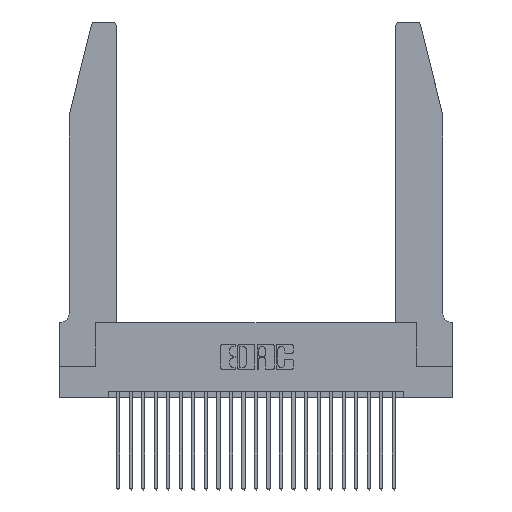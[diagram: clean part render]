
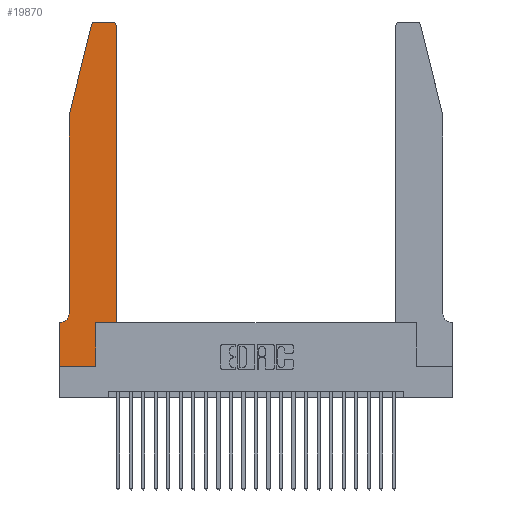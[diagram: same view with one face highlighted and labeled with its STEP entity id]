
A CAD part, top view. The second image highlights one B-rep face of the part: STEP entity #19870.
In plain terms, the highlighted planar face has unit normal (0, 0, 1).
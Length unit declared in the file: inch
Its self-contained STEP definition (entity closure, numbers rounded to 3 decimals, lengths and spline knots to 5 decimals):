
#209 = DIRECTION ( 'NONE',  ( -1., 0., 0. ) ) ;
#298 = CARTESIAN_POINT ( 'NONE',  ( 0.0755, 0.35, 0.37 ) ) ;
#486 = DIRECTION ( 'NONE',  ( 0., -1., 0. ) ) ;
#570 = ORIENTED_EDGE ( 'NONE', *, *, #3374, .T. ) ;
#630 = ORIENTED_EDGE ( 'NONE', *, *, #6386, .T. ) ;
#813 = ORIENTED_EDGE ( 'NONE', *, *, #24265, .T. ) ;
#851 = LINE ( 'NONE', #11224, #20482 ) ;
#1063 = AXIS2_PLACEMENT_3D ( 'NONE', #3514, #17259, #5466 ) ;
#1419 = DIRECTION ( 'NONE',  ( -1., 0., 0. ) ) ;
#1745 = DIRECTION ( 'NONE',  ( 0., 1., 0. ) ) ;
#1807 = VERTEX_POINT ( 'NONE', #6928 ) ;
#1963 = DIRECTION ( 'NONE',  ( 0., 0., 1. ) ) ;
#2243 = CARTESIAN_POINT ( 'NONE',  ( 0.284, 2.72, 0.37 ) ) ;
#2254 = VERTEX_POINT ( 'NONE', #2609 ) ;
#2488 = CARTESIAN_POINT ( 'NONE',  ( 0., 0., 0.37 ) ) ;
#2609 = CARTESIAN_POINT ( 'NONE',  ( 0.0055, 0.35, 0.37 ) ) ;
#2618 = ORIENTED_EDGE ( 'NONE', *, *, #11939, .T. ) ;
#2762 = CARTESIAN_POINT ( 'NONE',  ( 0., 0., 0.37 ) ) ;
#2794 = EDGE_CURVE ( 'NONE', #4671, #14472, #20580, .T. ) ;
#2836 = CARTESIAN_POINT ( 'NONE',  ( 0.0755, 0.42, 0.37 ) ) ;
#2906 = VECTOR ( 'NONE', #486, 39.37008 ) ;
#3000 = DIRECTION ( 'NONE',  ( -0.239, -0.971, 0. ) ) ;
#3009 = CIRCLE ( 'NONE', #24974, 0.07 ) ;
#3374 = EDGE_CURVE ( 'NONE', #2254, #24028, #23308, .T. ) ;
#3514 = CARTESIAN_POINT ( 'NONE',  ( 0.4205, 2.72, 0.37 ) ) ;
#3974 = VECTOR ( 'NONE', #1419, 39.37008 ) ;
#4041 = CARTESIAN_POINT ( 'NONE',  ( 0.4505, 0.35, 0.37 ) ) ;
#4072 = ORIENTED_EDGE ( 'NONE', *, *, #5068, .T. ) ;
#4226 = DIRECTION ( 'NONE',  ( 1., 0., 0. ) ) ;
#4479 = CARTESIAN_POINT ( 'NONE',  ( 0.4505, 0.35, 0.37 ) ) ;
#4671 = VERTEX_POINT ( 'NONE', #22010 ) ;
#4919 = CARTESIAN_POINT ( 'NONE',  ( 0., 0., 0.37 ) ) ;
#5068 = EDGE_CURVE ( 'NONE', #14472, #8652, #24117, .T. ) ;
#5466 = DIRECTION ( 'NONE',  ( 1., 0., 0. ) ) ;
#5694 = LINE ( 'NONE', #25194, #20090 ) ;
#6080 = AXIS2_PLACEMENT_3D ( 'NONE', #2243, #16005, #4226 ) ;
#6386 = EDGE_CURVE ( 'NONE', #15581, #7789, #5694, .T. ) ;
#6809 = VERTEX_POINT ( 'NONE', #2836 ) ;
#6928 = CARTESIAN_POINT ( 'NONE',  ( 0.2865, 0., 0.37 ) ) ;
#7206 = VERTEX_POINT ( 'NONE', #17683 ) ;
#7667 = DIRECTION ( 'NONE',  ( 0., -1., 0. ) ) ;
#7789 = VERTEX_POINT ( 'NONE', #8696 ) ;
#7823 = CARTESIAN_POINT ( 'NONE',  ( 0., 0.35, 0.37 ) ) ;
#8139 = ORIENTED_EDGE ( 'NONE', *, *, #15979, .T. ) ;
#8150 = LINE ( 'NONE', #2488, #2906 ) ;
#8652 = VERTEX_POINT ( 'NONE', #20878 ) ;
#8696 = CARTESIAN_POINT ( 'NONE',  ( 0.4505, 2.72, 0.37 ) ) ;
#8772 = ORIENTED_EDGE ( 'NONE', *, *, #9165, .T. ) ;
#8940 = VECTOR ( 'NONE', #14096, 39.37008 ) ;
#9165 = EDGE_CURVE ( 'NONE', #18692, #1807, #12324, .T. ) ;
#9809 = PLANE ( 'NONE',  #20806 ) ;
#10243 = ORIENTED_EDGE ( 'NONE', *, *, #2794, .T. ) ;
#11202 = ORIENTED_EDGE ( 'NONE', *, *, #15888, .T. ) ;
#11224 = CARTESIAN_POINT ( 'NONE',  ( 0.0755, 2., 0.37 ) ) ;
#11781 = FACE_OUTER_BOUND ( 'NONE', #17724, .T. ) ;
#11837 = VECTOR ( 'NONE', #22835, 39.37008 ) ;
#11914 = DIRECTION ( 'NONE',  ( 1., 0., 0. ) ) ;
#11939 = EDGE_CURVE ( 'NONE', #24028, #18692, #8150, .T. ) ;
#12081 = DIRECTION ( 'NONE',  ( 0., 0., -1. ) ) ;
#12324 = LINE ( 'NONE', #4919, #22046 ) ;
#12486 = ORIENTED_EDGE ( 'NONE', *, *, #14626, .T. ) ;
#12842 = CARTESIAN_POINT ( 'NONE',  ( 0.0755, 2., 0.37 ) ) ;
#13245 = CARTESIAN_POINT ( 'NONE',  ( 0.2605, 2.75, 0.37 ) ) ;
#13794 = VECTOR ( 'NONE', #3000, 39.37008 ) ;
#14096 = DIRECTION ( 'NONE',  ( -1., 0., 0. ) ) ;
#14472 = VERTEX_POINT ( 'NONE', #14621 ) ;
#14621 = CARTESIAN_POINT ( 'NONE',  ( 0.25487, 2.72718, 0.37 ) ) ;
#14626 = EDGE_CURVE ( 'NONE', #7206, #4671, #22967, .T. ) ;
#14993 = VERTEX_POINT ( 'NONE', #16464 ) ;
#15581 = VERTEX_POINT ( 'NONE', #4479 ) ;
#15730 = DIRECTION ( 'NONE',  ( 1., 0., 0. ) ) ;
#15776 = ORIENTED_EDGE ( 'NONE', *, *, #24933, .T. ) ;
#15888 = EDGE_CURVE ( 'NONE', #8652, #6809, #851, .T. ) ;
#15979 = EDGE_CURVE ( 'NONE', #6809, #2254, #3009, .T. ) ;
#16005 = DIRECTION ( 'NONE',  ( 0., 0., 1. ) ) ;
#16464 = CARTESIAN_POINT ( 'NONE',  ( 0.2865, 0.35, 0.37 ) ) ;
#16703 = DIRECTION ( 'NONE',  ( 1., 0., 0. ) ) ;
#17259 = DIRECTION ( 'NONE',  ( 0., 0., 1. ) ) ;
#17284 = EDGE_CURVE ( 'NONE', #14993, #15581, #22247, .T. ) ;
#17683 = CARTESIAN_POINT ( 'NONE',  ( 0.4205, 2.75, 0.37 ) ) ;
#17724 = EDGE_LOOP ( 'NONE', ( #12486, #10243, #4072, #11202, #8139, #570, #2618, #8772, #15776, #23376, #630, #813 ) ) ;
#18692 = VERTEX_POINT ( 'NONE', #2762 ) ;
#18985 = CARTESIAN_POINT ( 'NONE',  ( 0.2865, 0.35, 0.37 ) ) ;
#19870 = ADVANCED_FACE ( 'NONE', ( #11781 ), #9809, .T. ) ;
#20090 = VECTOR ( 'NONE', #1745, 39.37008 ) ;
#20461 = CARTESIAN_POINT ( 'NONE',  ( 0., 0.35, 0.37 ) ) ;
#20482 = VECTOR ( 'NONE', #7667, 39.37008 ) ;
#20580 = CIRCLE ( 'NONE', #6080, 0.03 ) ;
#20806 = AXIS2_PLACEMENT_3D ( 'NONE', #7823, #1963, #15730 ) ;
#20878 = CARTESIAN_POINT ( 'NONE',  ( 0.0755, 2., 0.37 ) ) ;
#21567 = LINE ( 'NONE', #18985, #11837 ) ;
#22010 = CARTESIAN_POINT ( 'NONE',  ( 0.284, 2.75, 0.37 ) ) ;
#22046 = VECTOR ( 'NONE', #16703, 39.37008 ) ;
#22247 = LINE ( 'NONE', #4041, #22880 ) ;
#22835 = DIRECTION ( 'NONE',  ( 0., 1., 0. ) ) ;
#22880 = VECTOR ( 'NONE', #11914, 39.37008 ) ;
#22967 = LINE ( 'NONE', #13245, #3974 ) ;
#23308 = LINE ( 'NONE', #298, #8940 ) ;
#23376 = ORIENTED_EDGE ( 'NONE', *, *, #17284, .T. ) ;
#23708 = CARTESIAN_POINT ( 'NONE',  ( 0.0055, 0.42, 0.37 ) ) ;
#24028 = VERTEX_POINT ( 'NONE', #20461 ) ;
#24117 = LINE ( 'NONE', #12842, #13794 ) ;
#24265 = EDGE_CURVE ( 'NONE', #7789, #7206, #25253, .T. ) ;
#24933 = EDGE_CURVE ( 'NONE', #1807, #14993, #21567, .T. ) ;
#24974 = AXIS2_PLACEMENT_3D ( 'NONE', #23708, #12081, #209 ) ;
#25194 = CARTESIAN_POINT ( 'NONE',  ( 0.4505, 0.35, 0.37 ) ) ;
#25253 = CIRCLE ( 'NONE', #1063, 0.03 ) ;
